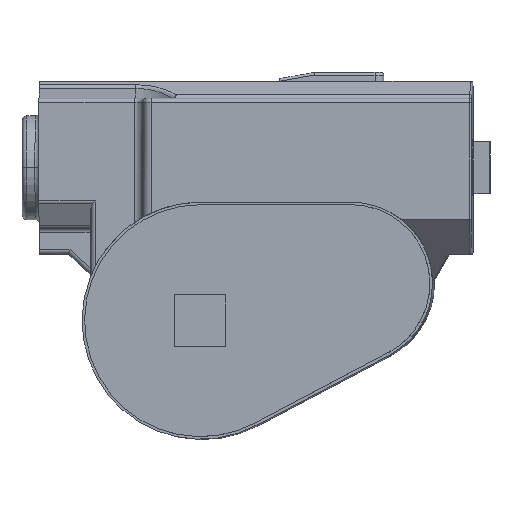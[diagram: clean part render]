
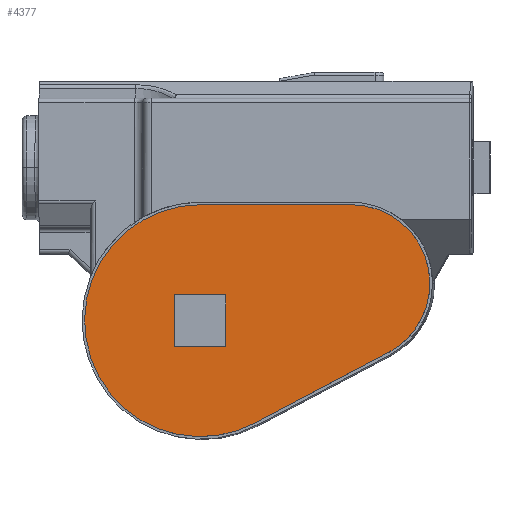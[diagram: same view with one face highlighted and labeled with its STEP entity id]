
A CAD part, top view. The second image highlights one B-rep face of the part: STEP entity #4377.
In plain terms, the highlighted planar face has unit normal (-0.01, 0, 1).
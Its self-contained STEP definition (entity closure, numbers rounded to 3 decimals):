
#20 = EDGE_CURVE ( 'NONE', #1712, #309, #534, .T. ) ;
#36 = LINE ( 'NONE', #2957, #2769 ) ;
#162 = EDGE_CURVE ( 'NONE', #297, #2816, #3215, .T. ) ;
#167 = CIRCLE ( 'NONE', #2006, 45.423 ) ;
#209 = LINE ( 'NONE', #4176, #630 ) ;
#289 = VERTEX_POINT ( 'NONE', #2217 ) ;
#293 = EDGE_CURVE ( 'NONE', #289, #297, #36, .T. ) ;
#297 = VERTEX_POINT ( 'NONE', #1157 ) ;
#309 = VERTEX_POINT ( 'NONE', #4429 ) ;
#447 = VERTEX_POINT ( 'NONE', #886 ) ;
#452 = DIRECTION ( 'NONE',  ( -1., 0., -0.01 ) ) ;
#523 = DIRECTION ( 'NONE',  ( -0.01, 0., 1. ) ) ;
#533 = LINE ( 'NONE', #4540, #4630 ) ;
#534 = LINE ( 'NONE', #1230, #3308 ) ;
#535 = ORIENTED_EDGE ( 'NONE', *, *, #4174, .T. ) ;
#630 = VECTOR ( 'NONE', #3831, 1000. ) ;
#642 = ORIENTED_EDGE ( 'NONE', *, *, #4499, .F. ) ;
#647 = CARTESIAN_POINT ( 'NONE',  ( -22.416, -34.106, 56.01 ) ) ;
#777 = EDGE_CURVE ( 'NONE', #1493, #447, #167, .T. ) ;
#803 = DIRECTION ( 'NONE',  ( 0.01, 0., -1. ) ) ;
#817 = AXIS2_PLACEMENT_3D ( 'NONE', #3965, #4013, #4721 ) ;
#857 = CARTESIAN_POINT ( 'NONE',  ( 33.332, 46.715, 56.576 ) ) ;
#886 = CARTESIAN_POINT ( 'NONE',  ( 78.752, 46.715, 57.037 ) ) ;
#931 = VECTOR ( 'NONE', #3721, 1000. ) ;
#1157 = CARTESIAN_POINT ( 'NONE',  ( -69.014, 10.061, 55.536 ) ) ;
#1199 = AXIS2_PLACEMENT_3D ( 'NONE', #4079, #803, #452 ) ;
#1230 = CARTESIAN_POINT ( 'NONE',  ( 33.332, 92.137, 56.576 ) ) ;
#1245 = EDGE_CURVE ( 'NONE', #2816, #2134, #209, .T. ) ;
#1356 = ORIENTED_EDGE ( 'NONE', *, *, #293, .F. ) ;
#1440 = EDGE_LOOP ( 'NONE', ( #642, #2218, #2838, #1356 ) ) ;
#1493 = VERTEX_POINT ( 'NONE', #3359 ) ;
#1518 = EDGE_CURVE ( 'NONE', #3866, #1493, #3340, .T. ) ;
#1712 = VERTEX_POINT ( 'NONE', #2161 ) ;
#1944 = FACE_BOUND ( 'NONE', #1440, .T. ) ;
#2006 = AXIS2_PLACEMENT_3D ( 'NONE', #2409, #523, #2743 ) ;
#2134 = VERTEX_POINT ( 'NONE', #4655 ) ;
#2161 = CARTESIAN_POINT ( 'NONE',  ( 33.332, 92.137, 56.576 ) ) ;
#2217 = CARTESIAN_POINT ( 'NONE',  ( -69.014, 40.061, 55.536 ) ) ;
#2218 = ORIENTED_EDGE ( 'NONE', *, *, #1245, .F. ) ;
#2235 = ORIENTED_EDGE ( 'NONE', *, *, #777, .T. ) ;
#2238 = DIRECTION ( 'NONE',  ( 0., -1., 0. ) ) ;
#2324 = DIRECTION ( 'NONE',  ( -0.01, 0., 1. ) ) ;
#2409 = CARTESIAN_POINT ( 'NONE',  ( 33.332, 46.715, 56.576 ) ) ;
#2459 = ORIENTED_EDGE ( 'NONE', *, *, #20, .T. ) ;
#2621 = PLANE ( 'NONE',  #1199 ) ;
#2743 = DIRECTION ( 'NONE',  ( 1., 0., 0.01 ) ) ;
#2769 = VECTOR ( 'NONE', #2238, 1000. ) ;
#2784 = DIRECTION ( 'NONE',  ( 1., 0., 0.01 ) ) ;
#2816 = VERTEX_POINT ( 'NONE', #2948 ) ;
#2825 = ORIENTED_EDGE ( 'NONE', *, *, #3703, .T. ) ;
#2838 = ORIENTED_EDGE ( 'NONE', *, *, #162, .F. ) ;
#2871 = AXIS2_PLACEMENT_3D ( 'NONE', #857, #2324, #3735 ) ;
#2879 = CARTESIAN_POINT ( 'NONE',  ( -69.014, 10.061, 55.536 ) ) ;
#2948 = CARTESIAN_POINT ( 'NONE',  ( -39.016, 10.061, 55.841 ) ) ;
#2957 = CARTESIAN_POINT ( 'NONE',  ( -69.014, 40.061, 55.536 ) ) ;
#3022 = CIRCLE ( 'NONE', #2871, 45.423 ) ;
#3215 = LINE ( 'NONE', #2879, #3377 ) ;
#3308 = VECTOR ( 'NONE', #4194, 1000. ) ;
#3340 = LINE ( 'NONE', #4452, #931 ) ;
#3341 = CIRCLE ( 'NONE', #817, 67. ) ;
#3359 = CARTESIAN_POINT ( 'NONE',  ( 54.547, 6.551, 56.791 ) ) ;
#3377 = VECTOR ( 'NONE', #2784, 1000. ) ;
#3447 = DIRECTION ( 'NONE',  ( -1., 0., -0.01 ) ) ;
#3703 = EDGE_CURVE ( 'NONE', #447, #1712, #3022, .T. ) ;
#3721 = DIRECTION ( 'NONE',  ( 0.884, 0.467, 0.009 ) ) ;
#3735 = DIRECTION ( 'NONE',  ( 1., 0., 0.01 ) ) ;
#3831 = DIRECTION ( 'NONE',  ( 0., 1., 0. ) ) ;
#3866 = VERTEX_POINT ( 'NONE', #647 ) ;
#3913 = EDGE_LOOP ( 'NONE', ( #535, #4221, #2235, #2825, #2459 ) ) ;
#3965 = CARTESIAN_POINT ( 'NONE',  ( -53.709, 25.137, 55.692 ) ) ;
#4013 = DIRECTION ( 'NONE',  ( -0.01, 0., 1. ) ) ;
#4079 = CARTESIAN_POINT ( 'NONE',  ( 33.332, 46.715, 56.576 ) ) ;
#4104 = FACE_OUTER_BOUND ( 'NONE', #3913, .T. ) ;
#4174 = EDGE_CURVE ( 'NONE', #309, #3866, #3341, .T. ) ;
#4176 = CARTESIAN_POINT ( 'NONE',  ( -39.016, 40.061, 55.841 ) ) ;
#4194 = DIRECTION ( 'NONE',  ( -1., 0., -0.01 ) ) ;
#4221 = ORIENTED_EDGE ( 'NONE', *, *, #1518, .T. ) ;
#4377 = ADVANCED_FACE ( 'NONE', ( #1944, #4104 ), #2621, .F. ) ;
#4429 = CARTESIAN_POINT ( 'NONE',  ( -53.709, 92.137, 55.692 ) ) ;
#4452 = CARTESIAN_POINT ( 'NONE',  ( -22.416, -34.106, 56.01 ) ) ;
#4499 = EDGE_CURVE ( 'NONE', #2134, #289, #533, .T. ) ;
#4540 = CARTESIAN_POINT ( 'NONE',  ( -69.014, 40.061, 55.536 ) ) ;
#4630 = VECTOR ( 'NONE', #3447, 1000. ) ;
#4655 = CARTESIAN_POINT ( 'NONE',  ( -39.016, 40.061, 55.841 ) ) ;
#4721 = DIRECTION ( 'NONE',  ( 1., 0., 0.01 ) ) ;
